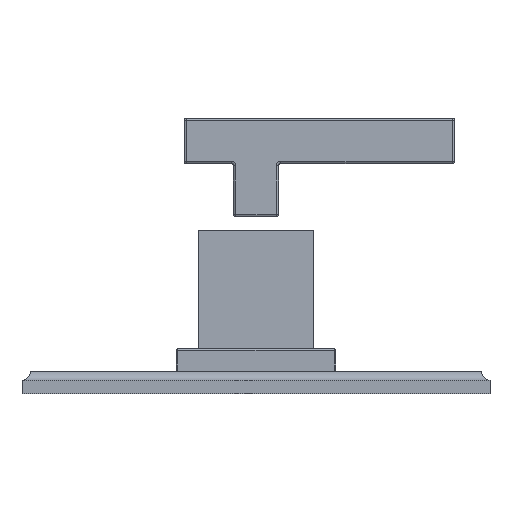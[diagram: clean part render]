
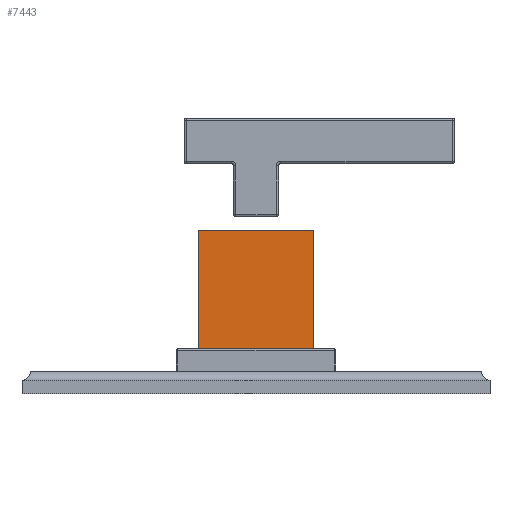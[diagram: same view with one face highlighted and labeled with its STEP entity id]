
A CAD part, left-side view. The second image highlights one B-rep face of the part: STEP entity #7443.
In plain terms, the highlighted planar face has unit normal (-1, 0, 0).
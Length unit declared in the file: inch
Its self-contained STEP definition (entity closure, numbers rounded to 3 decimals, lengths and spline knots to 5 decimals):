
#2710=DIRECTION('',(0.,-1.,0.));
#2711=VECTOR('',#2710,1.6);
#2712=CARTESIAN_POINT('',(-0.8,0.8,0.623));
#2713=LINE('',#2712,#2711);
#2768=DIRECTION('',(0.,0.,1.));
#2769=VECTOR('',#2768,1.64);
#2770=CARTESIAN_POINT('',(-0.8,0.8,0.623));
#2771=LINE('',#2770,#2769);
#2780=DIRECTION('',(0.,0.,1.));
#2781=VECTOR('',#2780,1.64);
#2782=CARTESIAN_POINT('',(-0.8,-0.8,0.623));
#2783=LINE('',#2782,#2781);
#2784=DIRECTION('',(0.,-1.,0.));
#2785=VECTOR('',#2784,1.6);
#2786=CARTESIAN_POINT('',(-0.8,0.8,2.263));
#2787=LINE('',#2786,#2785);
#3500=CARTESIAN_POINT('',(-0.8,0.8,2.263));
#3501=CARTESIAN_POINT('',(-0.8,-0.8,2.263));
#3502=VERTEX_POINT('',#3500);
#3503=VERTEX_POINT('',#3501);
#3508=CARTESIAN_POINT('',(-0.8,0.8,0.623));
#3509=CARTESIAN_POINT('',(-0.8,-0.8,0.623));
#3510=VERTEX_POINT('',#3508);
#3511=VERTEX_POINT('',#3509);
#7429=CARTESIAN_POINT('',(-0.8,0.8,0.623));
#7430=DIRECTION('',(-1.,0.,0.));
#7431=DIRECTION('',(0.,-1.,0.));
#7432=AXIS2_PLACEMENT_3D('',#7429,#7430,#7431);
#7433=PLANE('',#7432);
#7434=ORIENTED_EDGE('',*,*,#7344,.F.);
#7436=ORIENTED_EDGE('',*,*,#7435,.T.);
#7438=ORIENTED_EDGE('',*,*,#7437,.T.);
#7440=ORIENTED_EDGE('',*,*,#7439,.F.);
#7441=EDGE_LOOP('',(#7434,#7436,#7438,#7440));
#7442=FACE_OUTER_BOUND('',#7441,.F.);
#7443=ADVANCED_FACE('',(#7442),#7433,.T.);
#7344=EDGE_CURVE('',#3510,#3511,#2713,.T.);
#7435=EDGE_CURVE('',#3510,#3502,#2771,.T.);
#7437=EDGE_CURVE('',#3502,#3503,#2787,.T.);
#7439=EDGE_CURVE('',#3511,#3503,#2783,.T.);
